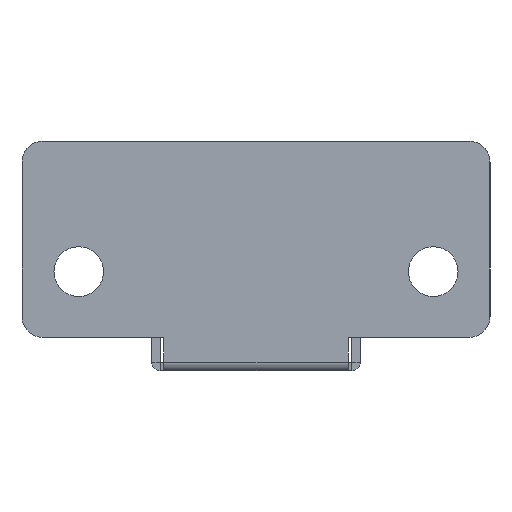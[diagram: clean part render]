
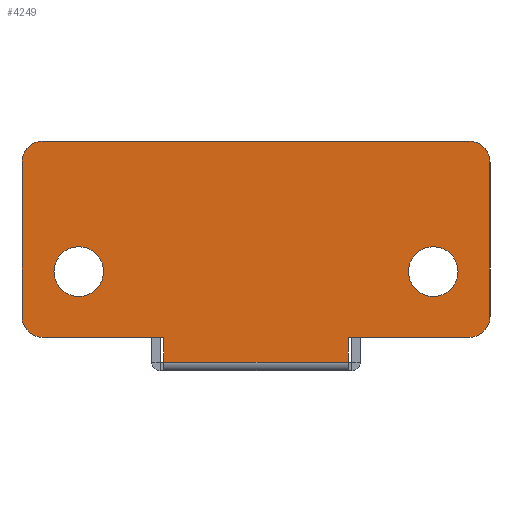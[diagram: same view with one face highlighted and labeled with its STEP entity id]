
A CAD part, left-side view. The second image highlights one B-rep face of the part: STEP entity #4249.
In plain terms, the highlighted planar face has unit normal (-1, 0, 0).
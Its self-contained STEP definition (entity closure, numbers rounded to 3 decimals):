
#3 = EDGE_CURVE ( 'NONE', #3743, #3749, #2087, .T. ) ;
#12 = CARTESIAN_POINT ( 'NONE',  ( -142.5, -33., 29.4 ) ) ;
#13 = CARTESIAN_POINT ( 'NONE',  ( -142.5, -30., 32.4 ) ) ;
#14 = CARTESIAN_POINT ( 'NONE',  ( -142.5, 30., 32.4 ) ) ;
#20 = CARTESIAN_POINT ( 'NONE',  ( -142.5, 33., 29.4 ) ) ;
#21 = CARTESIAN_POINT ( 'NONE',  ( -142.5, 30., 4.7 ) ) ;
#24 = CARTESIAN_POINT ( 'NONE',  ( -142.5, 33., 7.7 ) ) ;
#25 = CARTESIAN_POINT ( 'NONE',  ( -142.5, -33., 4.7 ) ) ;
#26 = DIRECTION ( 'NONE',  ( 0., -1., 0. ) ) ;
#28 = CARTESIAN_POINT ( 'NONE',  ( -142.5, -33., 32.4 ) ) ;
#29 = DIRECTION ( 'NONE',  ( 0., -1., 0. ) ) ;
#31 = CARTESIAN_POINT ( 'NONE',  ( -142.5, 13., 1.21 ) ) ;
#32 = DIRECTION ( 'NONE',  ( 0., 1., 0. ) ) ;
#33 = CARTESIAN_POINT ( 'NONE',  ( -142.5, 30., 7.7 ) ) ;
#36 = DIRECTION ( 'NONE',  ( -1., 0., 0. ) ) ;
#37 = DIRECTION ( 'NONE',  ( 0., 0., -1. ) ) ;
#418 = CARTESIAN_POINT ( 'NONE',  ( -142.5, 13., 1.2 ) ) ;
#430 = PLANE ( 'NONE',  #3386 ) ;
#431 = DIRECTION ( 'NONE',  ( 1., 0., 0. ) ) ;
#432 = DIRECTION ( 'NONE',  ( 0., 0., -1. ) ) ;
#849 = CARTESIAN_POINT ( 'NONE',  ( -142.5, 25., 14. ) ) ;
#966 = DIRECTION ( 'NONE',  ( -1., 0., 0. ) ) ;
#967 = DIRECTION ( 'NONE',  ( 0., 0., -1. ) ) ;
#1155 = CARTESIAN_POINT ( 'NONE',  ( -142.5, -25., 10.5 ) ) ;
#1156 = CARTESIAN_POINT ( 'NONE',  ( -142.5, -25., 17.5 ) ) ;
#1160 = CARTESIAN_POINT ( 'NONE',  ( -142.5, 25., 10.5 ) ) ;
#1163 = CARTESIAN_POINT ( 'NONE',  ( -142.5, 25., 17.5 ) ) ;
#1167 = CARTESIAN_POINT ( 'NONE',  ( -142.5, 13., 4.7 ) ) ;
#1168 = CARTESIAN_POINT ( 'NONE',  ( -142.5, 13., 1.21 ) ) ;
#1169 = CARTESIAN_POINT ( 'NONE',  ( -142.5, -33., 7.7 ) ) ;
#1181 = CARTESIAN_POINT ( 'NONE',  ( -142.5, -13., 1.21 ) ) ;
#1183 = CARTESIAN_POINT ( 'NONE',  ( -142.5, -30., 4.7 ) ) ;
#1184 = CARTESIAN_POINT ( 'NONE',  ( -142.5, -13., 4.7 ) ) ;
#1492 = VECTOR ( 'NONE', #26, 1000. ) ;
#1615 = LINE ( 'NONE', #28, #1621 ) ;
#1616 = LINE ( 'NONE', #25, #1492 ) ;
#1617 = CIRCLE ( 'NONE', #3274, 3.5 ) ;
#1621 = VECTOR ( 'NONE', #29, 1000. ) ;
#1622 = LINE ( 'NONE', #31, #1623 ) ;
#1623 = VECTOR ( 'NONE', #32, 1000. ) ;
#1627 = CIRCLE ( 'NONE', #3284, 3. ) ;
#1777 = FACE_BOUND ( 'NONE', #3499, .T. ) ;
#1781 = FACE_OUTER_BOUND ( 'NONE', #2028, .T. ) ;
#1789 = FACE_BOUND ( 'NONE', #3489, .T. ) ;
#2028 = EDGE_LOOP ( 'NONE', ( #2270, #2275, #2281, #2287, #2293, #2299, #2305, #2311, #2317, #2323, #2329, #2335 ) ) ;
#2087 = CIRCLE ( 'NONE', #3196, 3. ) ;
#2141 = VECTOR ( 'NONE', #3879, 1000. ) ;
#2147 = LINE ( 'NONE', #3878, #2141 ) ;
#2153 = CIRCLE ( 'NONE', #3216, 3. ) ;
#2165 = CIRCLE ( 'NONE', #3215, 3.5 ) ;
#2171 = VECTOR ( 'NONE', #3877, 1000. ) ;
#2187 = VECTOR ( 'NONE', #3869, 1000. ) ;
#2193 = LINE ( 'NONE', #3868, #2187 ) ;
#2199 = CIRCLE ( 'NONE', #3214, 3. ) ;
#2217 = VECTOR ( 'NONE', #3867, 1000. ) ;
#2233 = LINE ( 'NONE', #3866, #2217 ) ;
#2250 = VECTOR ( 'NONE', #3857, 1000. ) ;
#2258 = ORIENTED_EDGE ( 'NONE', *, *, #2706, .T. ) ;
#2262 = LINE ( 'NONE', #3844, #2250 ) ;
#2264 = ORIENTED_EDGE ( 'NONE', *, *, #2684, .T. ) ;
#2268 = LINE ( 'NONE', #3876, #2171 ) ;
#2270 = ORIENTED_EDGE ( 'NONE', *, *, #2705, .T. ) ;
#2275 = ORIENTED_EDGE ( 'NONE', *, *, #4143, .T. ) ;
#2281 = ORIENTED_EDGE ( 'NONE', *, *, #4139, .T. ) ;
#2287 = ORIENTED_EDGE ( 'NONE', *, *, #2709, .T. ) ;
#2293 = ORIENTED_EDGE ( 'NONE', *, *, #4141, .F. ) ;
#2299 = ORIENTED_EDGE ( 'NONE', *, *, #2708, .T. ) ;
#2305 = ORIENTED_EDGE ( 'NONE', *, *, #2704, .T. ) ;
#2311 = ORIENTED_EDGE ( 'NONE', *, *, #2707, .T. ) ;
#2317 = ORIENTED_EDGE ( 'NONE', *, *, #2700, .F. ) ;
#2323 = ORIENTED_EDGE ( 'NONE', *, *, #2703, .T. ) ;
#2329 = ORIENTED_EDGE ( 'NONE', *, *, #4140, .F. ) ;
#2335 = ORIENTED_EDGE ( 'NONE', *, *, #3, .T. ) ;
#2339 = CIRCLE ( 'NONE', #3210, 3.5 ) ;
#2341 = ORIENTED_EDGE ( 'NONE', *, *, #2691, .F. ) ;
#2346 = ORIENTED_EDGE ( 'NONE', *, *, #3434, .F. ) ;
#2420 = CIRCLE ( 'NONE', #3205, 3.5 ) ;
#2684 = EDGE_CURVE ( 'NONE', #3709, #3708, #2420, .T. ) ;
#2691 = EDGE_CURVE ( 'NONE', #3713, #3716, #2339, .T. ) ;
#2700 = EDGE_CURVE ( 'NONE', #3741, #3722, #2262, .T. ) ;
#2703 = EDGE_CURVE ( 'NONE', #3741, #3742, #2199, .T. ) ;
#2704 = EDGE_CURVE ( 'NONE', #3737, #3736, #2233, .T. ) ;
#2705 = EDGE_CURVE ( 'NONE', #3749, #3753, #2193, .T. ) ;
#2706 = EDGE_CURVE ( 'NONE', #3708, #3709, #2165, .T. ) ;
#2707 = EDGE_CURVE ( 'NONE', #3736, #3722, #2153, .T. ) ;
#2708 = EDGE_CURVE ( 'NONE', #3734, #3737, #2268, .T. ) ;
#2709 = EDGE_CURVE ( 'NONE', #3720, #3721, #2147, .T. ) ;
#3196 = AXIS2_PLACEMENT_3D ( 'NONE', #3759, #3760, #3761 ) ;
#3205 = AXIS2_PLACEMENT_3D ( 'NONE', #3817, #3818, #3819 ) ;
#3210 = AXIS2_PLACEMENT_3D ( 'NONE', #3833, #3834, #3835 ) ;
#3214 = AXIS2_PLACEMENT_3D ( 'NONE', #3856, #3864, #3865 ) ;
#3215 = AXIS2_PLACEMENT_3D ( 'NONE', #3860, #3871, #3872 ) ;
#3216 = AXIS2_PLACEMENT_3D ( 'NONE', #3863, #3874, #3875 ) ;
#3274 = AXIS2_PLACEMENT_3D ( 'NONE', #849, #966, #967 ) ;
#3284 = AXIS2_PLACEMENT_3D ( 'NONE', #33, #36, #37 ) ;
#3386 = AXIS2_PLACEMENT_3D ( 'NONE', #418, #431, #432 ) ;
#3434 = EDGE_CURVE ( 'NONE', #3716, #3713, #1617, .T. ) ;
#3489 = EDGE_LOOP ( 'NONE', ( #2341, #2346 ) ) ;
#3499 = EDGE_LOOP ( 'NONE', ( #2258, #2264 ) ) ;
#3708 = VERTEX_POINT ( 'NONE', #1155 ) ;
#3709 = VERTEX_POINT ( 'NONE', #1156 ) ;
#3713 = VERTEX_POINT ( 'NONE', #1160 ) ;
#3716 = VERTEX_POINT ( 'NONE', #1163 ) ;
#3720 = VERTEX_POINT ( 'NONE', #1167 ) ;
#3721 = VERTEX_POINT ( 'NONE', #1168 ) ;
#3722 = VERTEX_POINT ( 'NONE', #1169 ) ;
#3734 = VERTEX_POINT ( 'NONE', #1181 ) ;
#3736 = VERTEX_POINT ( 'NONE', #1183 ) ;
#3737 = VERTEX_POINT ( 'NONE', #1184 ) ;
#3741 = VERTEX_POINT ( 'NONE', #12 ) ;
#3742 = VERTEX_POINT ( 'NONE', #13 ) ;
#3743 = VERTEX_POINT ( 'NONE', #14 ) ;
#3749 = VERTEX_POINT ( 'NONE', #20 ) ;
#3750 = VERTEX_POINT ( 'NONE', #21 ) ;
#3753 = VERTEX_POINT ( 'NONE', #24 ) ;
#3759 = CARTESIAN_POINT ( 'NONE',  ( -142.5, 30., 29.4 ) ) ;
#3760 = DIRECTION ( 'NONE',  ( -1., 0., 0. ) ) ;
#3761 = DIRECTION ( 'NONE',  ( 0., 0., -1. ) ) ;
#3817 = CARTESIAN_POINT ( 'NONE',  ( -142.5, -25., 14. ) ) ;
#3818 = DIRECTION ( 'NONE',  ( 1., 0., 0. ) ) ;
#3819 = DIRECTION ( 'NONE',  ( 0., 0., -1. ) ) ;
#3833 = CARTESIAN_POINT ( 'NONE',  ( -142.5, 25., 14. ) ) ;
#3834 = DIRECTION ( 'NONE',  ( -1., 0., 0. ) ) ;
#3835 = DIRECTION ( 'NONE',  ( 0., 0., -1. ) ) ;
#3844 = CARTESIAN_POINT ( 'NONE',  ( -142.5, -33., 32.4 ) ) ;
#3856 = CARTESIAN_POINT ( 'NONE',  ( -142.5, -30., 29.4 ) ) ;
#3857 = DIRECTION ( 'NONE',  ( 0., 0., -1. ) ) ;
#3860 = CARTESIAN_POINT ( 'NONE',  ( -142.5, -25., 14. ) ) ;
#3863 = CARTESIAN_POINT ( 'NONE',  ( -142.5, -30., 7.7 ) ) ;
#3864 = DIRECTION ( 'NONE',  ( -1., 0., 0. ) ) ;
#3865 = DIRECTION ( 'NONE',  ( 0., 0., -1. ) ) ;
#3866 = CARTESIAN_POINT ( 'NONE',  ( -142.5, -33., 4.7 ) ) ;
#3867 = DIRECTION ( 'NONE',  ( 0., -1., 0. ) ) ;
#3868 = CARTESIAN_POINT ( 'NONE',  ( -142.5, 33., 32.4 ) ) ;
#3869 = DIRECTION ( 'NONE',  ( 0., 0., -1. ) ) ;
#3871 = DIRECTION ( 'NONE',  ( 1., 0., 0. ) ) ;
#3872 = DIRECTION ( 'NONE',  ( 0., 0., -1. ) ) ;
#3874 = DIRECTION ( 'NONE',  ( -1., 0., 0. ) ) ;
#3875 = DIRECTION ( 'NONE',  ( 0., 0., -1. ) ) ;
#3876 = CARTESIAN_POINT ( 'NONE',  ( -142.5, -13., 4.7 ) ) ;
#3877 = DIRECTION ( 'NONE',  ( 0., 0., 1. ) ) ;
#3878 = CARTESIAN_POINT ( 'NONE',  ( -142.5, 13., 1.2 ) ) ;
#3879 = DIRECTION ( 'NONE',  ( 0., 0., -1. ) ) ;
#4139 = EDGE_CURVE ( 'NONE', #3750, #3720, #1616, .T. ) ;
#4140 = EDGE_CURVE ( 'NONE', #3743, #3742, #1615, .T. ) ;
#4141 = EDGE_CURVE ( 'NONE', #3734, #3721, #1622, .T. ) ;
#4143 = EDGE_CURVE ( 'NONE', #3753, #3750, #1627, .T. ) ;
#4249 = ADVANCED_FACE ( 'NONE', ( #1777, #1781, #1789 ), #430, .F. ) ;
